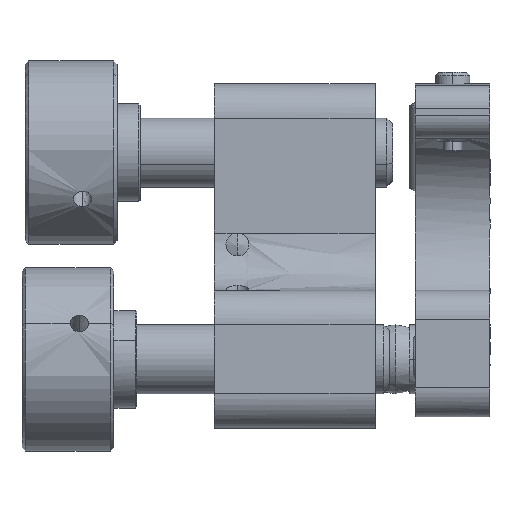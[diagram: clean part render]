
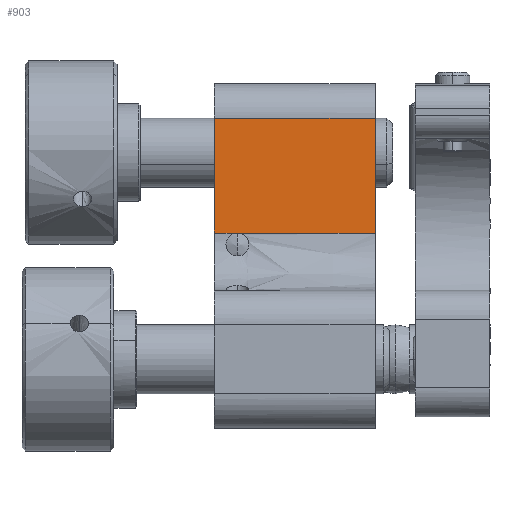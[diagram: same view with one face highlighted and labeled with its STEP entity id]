
A CAD part, left-side view. The second image highlights one B-rep face of the part: STEP entity #903.
In plain terms, the highlighted planar face has unit normal (-1, 0, 0).
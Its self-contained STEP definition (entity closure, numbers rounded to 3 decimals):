
#903=ADVANCED_FACE('',(#1558),#10984,.T.);
#1558=FACE_OUTER_BOUND('',#2269,.T.);
#2269=EDGE_LOOP('',(#5684,#5685,#5686,#5687,#5688));
#5684=ORIENTED_EDGE('',*,*,#7511,.T.);
#5685=ORIENTED_EDGE('',*,*,#7438,.F.);
#5686=ORIENTED_EDGE('',*,*,#7435,.F.);
#5687=ORIENTED_EDGE('',*,*,#7512,.T.);
#5688=ORIENTED_EDGE('',*,*,#7509,.F.);
#7435=EDGE_CURVE('',#10391,#10392,#9221,.T.);
#7438=EDGE_CURVE('',#10392,#10394,#9222,.T.);
#7509=EDGE_CURVE('',#10447,#10448,#9277,.T.);
#7511=EDGE_CURVE('',#10447,#10394,#8610,.T.);
#7512=EDGE_CURVE('',#10391,#10448,#8611,.T.);
#8610=B_SPLINE_CURVE_WITH_KNOTS('',1,(#23655,#23656),.UNSPECIFIED.,.F.,
 .F.,(2,2),(0.,10.),.UNSPECIFIED.);
#8611=B_SPLINE_CURVE_WITH_KNOTS('',1,(#23657,#23658),.UNSPECIFIED.,.F.,
 .F.,(2,2),(0.,10.),.UNSPECIFIED.);
#9221=(
BOUNDED_CURVE()
B_SPLINE_CURVE(1,(#23343,#23344),.UNSPECIFIED.,.F.,.F.)
B_SPLINE_CURVE_WITH_KNOTS((2,2),(0.,12.),.UNSPECIFIED.)
CURVE()
GEOMETRIC_REPRESENTATION_ITEM()
RATIONAL_B_SPLINE_CURVE((1.,1.))
REPRESENTATION_ITEM('')
);
#9222=(
BOUNDED_CURVE()
B_SPLINE_CURVE(1,(#23373,#23374),.UNSPECIFIED.,.F.,.F.)
B_SPLINE_CURVE_WITH_KNOTS((2,2),(0.,2.),.UNSPECIFIED.)
CURVE()
GEOMETRIC_REPRESENTATION_ITEM()
RATIONAL_B_SPLINE_CURVE((1.,1.))
REPRESENTATION_ITEM('')
);
#9277=(
BOUNDED_CURVE()
B_SPLINE_CURVE(1,(#23650,#23651),.UNSPECIFIED.,.F.,.F.)
B_SPLINE_CURVE_WITH_KNOTS((2,2),(-14.,0.),.UNSPECIFIED.)
CURVE()
GEOMETRIC_REPRESENTATION_ITEM()
RATIONAL_B_SPLINE_CURVE((1.,1.))
REPRESENTATION_ITEM('')
);
#10391=VERTEX_POINT('',#23221);
#10392=VERTEX_POINT('',#23222);
#10394=VERTEX_POINT('',#23224);
#10447=VERTEX_POINT('',#23277);
#10448=VERTEX_POINT('',#23278);
#10984=PLANE('',#11298);
#11298=AXIS2_PLACEMENT_3D('',#23075,#11595,$);
#11595=DIRECTION('',(-1.,0.,0.));
#23075=CARTESIAN_POINT('',(3.5,-11.784,16.264));
#23221=CARTESIAN_POINT('',(3.5,-10.264,17.384));
#23222=CARTESIAN_POINT('',(3.5,1.736,17.384));
#23224=CARTESIAN_POINT('',(3.5,3.736,17.384));
#23277=CARTESIAN_POINT('',(3.5,3.736,27.384));
#23278=CARTESIAN_POINT('',(3.5,-10.264,27.384));
#23343=CARTESIAN_POINT('',(3.5,-10.264,17.384));
#23344=CARTESIAN_POINT('',(3.5,1.736,17.384));
#23373=CARTESIAN_POINT('',(3.5,1.736,17.384));
#23374=CARTESIAN_POINT('',(3.5,3.736,17.384));
#23650=CARTESIAN_POINT('',(3.5,3.736,27.384));
#23651=CARTESIAN_POINT('',(3.5,-10.264,27.384));
#23655=CARTESIAN_POINT('',(3.5,3.736,27.384));
#23656=CARTESIAN_POINT('',(3.5,3.736,17.384));
#23657=CARTESIAN_POINT('',(3.5,-10.264,17.384));
#23658=CARTESIAN_POINT('',(3.5,-10.264,27.384));
